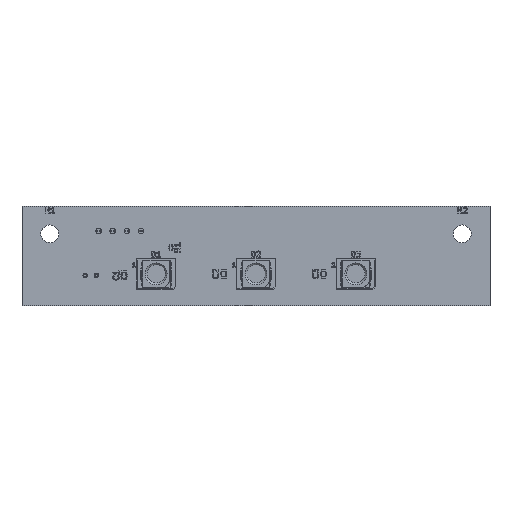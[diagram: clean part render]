
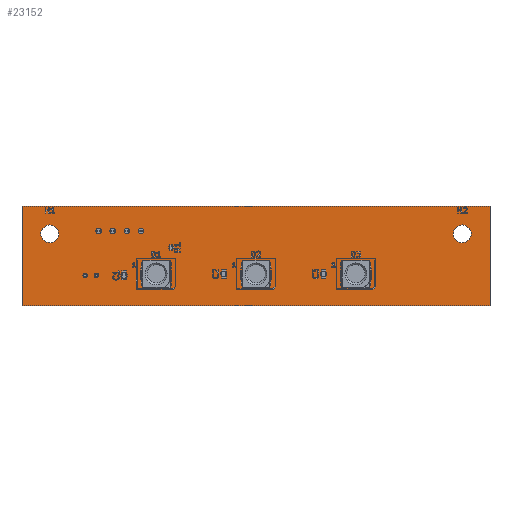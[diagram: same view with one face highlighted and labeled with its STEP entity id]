
A CAD part, top view. The second image highlights one B-rep face of the part: STEP entity #23152.
In plain terms, the highlighted planar face has unit normal (0, 0, 1).
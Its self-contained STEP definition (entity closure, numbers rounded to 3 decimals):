
#22952 = VERTEX_POINT('',#22953);
#22953 = CARTESIAN_POINT('',(189.5,-112.,1.51));
#22959 = EDGE_CURVE('',#22952,#22960,#22962,.T.);
#22960 = VERTEX_POINT('',#22961);
#22961 = CARTESIAN_POINT('',(105.1,-112.,1.51));
#22962 = LINE('',#22963,#22964);
#22963 = CARTESIAN_POINT('',(189.5,-112.,1.51));
#22964 = VECTOR('',#22965,1.);
#22965 = DIRECTION('',(-1.,0.,0.));
#22992 = VERTEX_POINT('',#22993);
#22993 = CARTESIAN_POINT('',(189.5,-94.,1.51));
#22999 = EDGE_CURVE('',#22992,#22952,#23000,.T.);
#23000 = LINE('',#23001,#23002);
#23001 = CARTESIAN_POINT('',(189.5,-94.,1.51));
#23002 = VECTOR('',#23003,1.);
#23003 = DIRECTION('',(0.,-1.,0.));
#23021 = EDGE_CURVE('',#22960,#23022,#23024,.T.);
#23022 = VERTEX_POINT('',#23023);
#23023 = CARTESIAN_POINT('',(105.1,-94.,1.51));
#23024 = LINE('',#23025,#23026);
#23025 = CARTESIAN_POINT('',(105.1,-112.,1.51));
#23026 = VECTOR('',#23027,1.);
#23027 = DIRECTION('',(0.,1.,0.));
#23152 = ADVANCED_FACE('',(#23153,#23164,#23175,#23186,#23197,#23208,
    #23219,#23230,#23241),#23252,.T.);
#23153 = FACE_BOUND('',#23154,.T.);
#23154 = EDGE_LOOP('',(#23155,#23156,#23157,#23163));
#23155 = ORIENTED_EDGE('',*,*,#22959,.F.);
#23156 = ORIENTED_EDGE('',*,*,#22999,.F.);
#23157 = ORIENTED_EDGE('',*,*,#23158,.F.);
#23158 = EDGE_CURVE('',#23022,#22992,#23159,.T.);
#23159 = LINE('',#23160,#23161);
#23160 = CARTESIAN_POINT('',(105.1,-94.,1.51));
#23161 = VECTOR('',#23162,1.);
#23162 = DIRECTION('',(1.,0.,0.));
#23163 = ORIENTED_EDGE('',*,*,#23021,.F.);
#23164 = FACE_BOUND('',#23165,.T.);
#23165 = EDGE_LOOP('',(#23166));
#23166 = ORIENTED_EDGE('',*,*,#23167,.T.);
#23167 = EDGE_CURVE('',#23168,#23168,#23170,.T.);
#23168 = VERTEX_POINT('',#23169);
#23169 = CARTESIAN_POINT('',(116.5,-106.9,1.51));
#23170 = CIRCLE('',#23171,0.4);
#23171 = AXIS2_PLACEMENT_3D('',#23172,#23173,#23174);
#23172 = CARTESIAN_POINT('',(116.5,-106.5,1.51));
#23173 = DIRECTION('',(-0.,0.,-1.));
#23174 = DIRECTION('',(-0.,-1.,0.));
#23175 = FACE_BOUND('',#23176,.T.);
#23176 = EDGE_LOOP('',(#23177));
#23177 = ORIENTED_EDGE('',*,*,#23178,.T.);
#23178 = EDGE_CURVE('',#23179,#23179,#23181,.T.);
#23179 = VERTEX_POINT('',#23180);
#23180 = CARTESIAN_POINT('',(118.5,-106.9,1.51));
#23181 = CIRCLE('',#23182,0.4);
#23182 = AXIS2_PLACEMENT_3D('',#23183,#23184,#23185);
#23183 = CARTESIAN_POINT('',(118.5,-106.5,1.51));
#23184 = DIRECTION('',(-0.,0.,-1.));
#23185 = DIRECTION('',(-0.,-1.,0.));
#23186 = FACE_BOUND('',#23187,.T.);
#23187 = EDGE_LOOP('',(#23188));
#23188 = ORIENTED_EDGE('',*,*,#23189,.T.);
#23189 = EDGE_CURVE('',#23190,#23190,#23192,.T.);
#23190 = VERTEX_POINT('',#23191);
#23191 = CARTESIAN_POINT('',(110.1,-100.6,1.51));
#23192 = CIRCLE('',#23193,1.6);
#23193 = AXIS2_PLACEMENT_3D('',#23194,#23195,#23196);
#23194 = CARTESIAN_POINT('',(110.1,-99.,1.51));
#23195 = DIRECTION('',(-0.,0.,-1.));
#23196 = DIRECTION('',(-0.,-1.,0.));
#23197 = FACE_BOUND('',#23198,.T.);
#23198 = EDGE_LOOP('',(#23199));
#23199 = ORIENTED_EDGE('',*,*,#23200,.T.);
#23200 = EDGE_CURVE('',#23201,#23201,#23203,.T.);
#23201 = VERTEX_POINT('',#23202);
#23202 = CARTESIAN_POINT('',(118.92,-99.,1.51));
#23203 = CIRCLE('',#23204,0.5);
#23204 = AXIS2_PLACEMENT_3D('',#23205,#23206,#23207);
#23205 = CARTESIAN_POINT('',(118.92,-98.5,1.51));
#23206 = DIRECTION('',(-0.,0.,-1.));
#23207 = DIRECTION('',(-0.,-1.,0.));
#23208 = FACE_BOUND('',#23209,.T.);
#23209 = EDGE_LOOP('',(#23210));
#23210 = ORIENTED_EDGE('',*,*,#23211,.T.);
#23211 = EDGE_CURVE('',#23212,#23212,#23214,.T.);
#23212 = VERTEX_POINT('',#23213);
#23213 = CARTESIAN_POINT('',(121.46,-99.,1.51));
#23214 = CIRCLE('',#23215,0.5);
#23215 = AXIS2_PLACEMENT_3D('',#23216,#23217,#23218);
#23216 = CARTESIAN_POINT('',(121.46,-98.5,1.51));
#23217 = DIRECTION('',(-0.,0.,-1.));
#23218 = DIRECTION('',(-0.,-1.,0.));
#23219 = FACE_BOUND('',#23220,.T.);
#23220 = EDGE_LOOP('',(#23221));
#23221 = ORIENTED_EDGE('',*,*,#23222,.T.);
#23222 = EDGE_CURVE('',#23223,#23223,#23225,.T.);
#23223 = VERTEX_POINT('',#23224);
#23224 = CARTESIAN_POINT('',(124.,-99.,1.51));
#23225 = CIRCLE('',#23226,0.5);
#23226 = AXIS2_PLACEMENT_3D('',#23227,#23228,#23229);
#23227 = CARTESIAN_POINT('',(124.,-98.5,1.51));
#23228 = DIRECTION('',(-0.,0.,-1.));
#23229 = DIRECTION('',(-0.,-1.,0.));
#23230 = FACE_BOUND('',#23231,.T.);
#23231 = EDGE_LOOP('',(#23232));
#23232 = ORIENTED_EDGE('',*,*,#23233,.T.);
#23233 = EDGE_CURVE('',#23234,#23234,#23236,.T.);
#23234 = VERTEX_POINT('',#23235);
#23235 = CARTESIAN_POINT('',(126.54,-99.,1.51));
#23236 = CIRCLE('',#23237,0.5);
#23237 = AXIS2_PLACEMENT_3D('',#23238,#23239,#23240);
#23238 = CARTESIAN_POINT('',(126.54,-98.5,1.51));
#23239 = DIRECTION('',(-0.,0.,-1.));
#23240 = DIRECTION('',(-0.,-1.,0.));
#23241 = FACE_BOUND('',#23242,.T.);
#23242 = EDGE_LOOP('',(#23243));
#23243 = ORIENTED_EDGE('',*,*,#23244,.T.);
#23244 = EDGE_CURVE('',#23245,#23245,#23247,.T.);
#23245 = VERTEX_POINT('',#23246);
#23246 = CARTESIAN_POINT('',(184.5,-100.6,1.51));
#23247 = CIRCLE('',#23248,1.6);
#23248 = AXIS2_PLACEMENT_3D('',#23249,#23250,#23251);
#23249 = CARTESIAN_POINT('',(184.5,-99.,1.51));
#23250 = DIRECTION('',(-0.,0.,-1.));
#23251 = DIRECTION('',(-0.,-1.,0.));
#23252 = PLANE('',#23253);
#23253 = AXIS2_PLACEMENT_3D('',#23254,#23255,#23256);
#23254 = CARTESIAN_POINT('',(0.,0.,1.51));
#23255 = DIRECTION('',(0.,0.,1.));
#23256 = DIRECTION('',(1.,0.,-0.));
